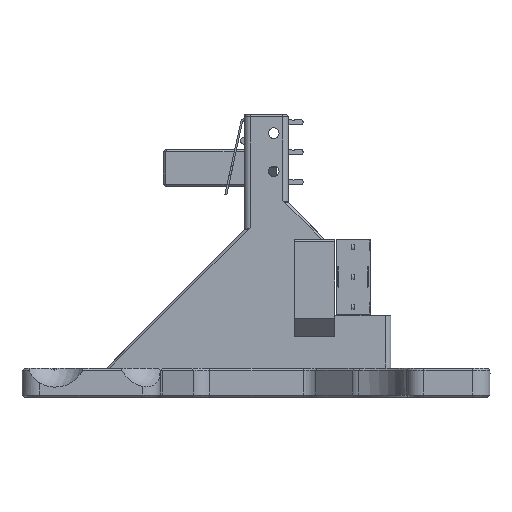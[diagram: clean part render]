
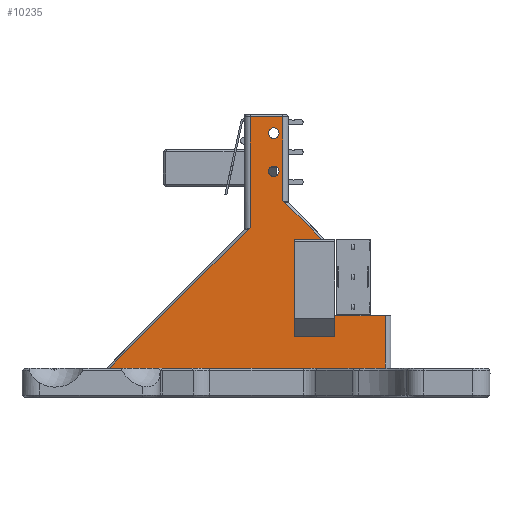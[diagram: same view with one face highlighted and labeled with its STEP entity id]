
A CAD part, front view. The second image highlights one B-rep face of the part: STEP entity #10235.
In plain terms, the highlighted planar face has unit normal (0, -1, 0).
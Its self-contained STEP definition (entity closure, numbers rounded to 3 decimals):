
#447=FACE_BOUND('',#1315,.T.);
#448=FACE_BOUND('',#1316,.T.);
#493=CIRCLE('',#10898,0.9);
#494=CIRCLE('',#10899,0.9);
#731=FACE_OUTER_BOUND('',#1314,.T.);
#1314=EDGE_LOOP('',(#6780,#6781,#6782,#6783,#6784,#6785,#6786,#6787,#6788,
#6789,#6790,#6791));
#1315=EDGE_LOOP('',(#6792));
#1316=EDGE_LOOP('',(#6793));
#1943=LINE('',#14465,#3096);
#1946=LINE('',#14478,#3099);
#1949=LINE('',#14484,#3102);
#1950=LINE('',#14486,#3103);
#1951=LINE('',#14488,#3104);
#1952=LINE('',#14490,#3105);
#1953=LINE('',#14492,#3106);
#1954=LINE('',#14494,#3107);
#1955=LINE('',#14496,#3108);
#1956=LINE('',#14498,#3109);
#1957=LINE('',#14499,#3110);
#1958=LINE('',#14500,#3111);
#3096=VECTOR('',#11707,10.);
#3099=VECTOR('',#11718,10.);
#3102=VECTOR('',#11723,10.);
#3103=VECTOR('',#11724,10.);
#3104=VECTOR('',#11725,10.);
#3105=VECTOR('',#11726,10.);
#3106=VECTOR('',#11727,10.);
#3107=VECTOR('',#11728,10.);
#3108=VECTOR('',#11729,10.);
#3109=VECTOR('',#11730,10.);
#3110=VECTOR('',#11731,10.);
#3111=VECTOR('',#11732,10.);
#4247=VERTEX_POINT('',#14462);
#4248=VERTEX_POINT('',#14464);
#4253=VERTEX_POINT('',#14475);
#4254=VERTEX_POINT('',#14477);
#4256=VERTEX_POINT('',#14483);
#4257=VERTEX_POINT('',#14485);
#4258=VERTEX_POINT('',#14487);
#4259=VERTEX_POINT('',#14489);
#4260=VERTEX_POINT('',#14491);
#4261=VERTEX_POINT('',#14493);
#4262=VERTEX_POINT('',#14495);
#4263=VERTEX_POINT('',#14497);
#4264=VERTEX_POINT('',#14501);
#4265=VERTEX_POINT('',#14503);
#5228=EDGE_CURVE('',#4248,#4247,#1943,.T.);
#5234=EDGE_CURVE('',#4253,#4254,#1946,.T.);
#5237=EDGE_CURVE('',#4256,#4253,#1949,.T.);
#5238=EDGE_CURVE('',#4257,#4256,#1950,.T.);
#5239=EDGE_CURVE('',#4258,#4257,#1951,.T.);
#5240=EDGE_CURVE('',#4259,#4258,#1952,.F.);
#5241=EDGE_CURVE('',#4259,#4260,#1953,.T.);
#5242=EDGE_CURVE('',#4261,#4260,#1954,.T.);
#5243=EDGE_CURVE('',#4262,#4261,#1955,.T.);
#5244=EDGE_CURVE('',#4262,#4263,#1956,.T.);
#5245=EDGE_CURVE('',#4263,#4248,#1957,.T.);
#5246=EDGE_CURVE('',#4247,#4254,#1958,.T.);
#5247=EDGE_CURVE('',#4264,#4264,#493,.F.);
#5248=EDGE_CURVE('',#4265,#4265,#494,.F.);
#6780=ORIENTED_EDGE('',*,*,#5234,.F.);
#6781=ORIENTED_EDGE('',*,*,#5237,.F.);
#6782=ORIENTED_EDGE('',*,*,#5238,.F.);
#6783=ORIENTED_EDGE('',*,*,#5239,.F.);
#6784=ORIENTED_EDGE('',*,*,#5240,.F.);
#6785=ORIENTED_EDGE('',*,*,#5241,.T.);
#6786=ORIENTED_EDGE('',*,*,#5242,.F.);
#6787=ORIENTED_EDGE('',*,*,#5243,.F.);
#6788=ORIENTED_EDGE('',*,*,#5244,.T.);
#6789=ORIENTED_EDGE('',*,*,#5245,.T.);
#6790=ORIENTED_EDGE('',*,*,#5228,.T.);
#6791=ORIENTED_EDGE('',*,*,#5246,.T.);
#6792=ORIENTED_EDGE('',*,*,#5247,.F.);
#6793=ORIENTED_EDGE('',*,*,#5248,.F.);
#9844=PLANE('',#10897);
#10235=ADVANCED_FACE('',(#731,#447,#448),#9844,.T.);
#10897=AXIS2_PLACEMENT_3D('',#14482,#11721,#11722);
#10898=AXIS2_PLACEMENT_3D('',#14502,#11733,#11734);
#10899=AXIS2_PLACEMENT_3D('',#14504,#11735,#11736);
#11707=DIRECTION('',(0.,0.,1.));
#11718=DIRECTION('',(0.707,0.,-0.707));
#11721=DIRECTION('center_axis',(0.,-1.,0.));
#11722=DIRECTION('ref_axis',(-1.,0.,0.));
#11723=DIRECTION('',(0.,0.,-1.));
#11724=DIRECTION('',(1.,0.,0.));
#11725=DIRECTION('',(0.,0.,1.));
#11726=DIRECTION('',(-0.707,0.,-0.707));
#11727=DIRECTION('',(1.,0.,0.));
#11728=DIRECTION('',(0.,0.,-1.));
#11729=DIRECTION('',(1.,0.,0.));
#11730=DIRECTION('',(0.,0.,-1.));
#11731=DIRECTION('',(-1.,0.,0.));
#11732=DIRECTION('',(1.,0.,0.));
#11733=DIRECTION('center_axis',(0.,1.,0.));
#11734=DIRECTION('ref_axis',(1.,0.,0.));
#11735=DIRECTION('center_axis',(0.,1.,0.));
#11736=DIRECTION('ref_axis',(1.,0.,0.));
#14462=CARTESIAN_POINT('',(344.429,-363.029,-213.335));
#14464=CARTESIAN_POINT('',(344.429,-363.029,-229.959));
#14465=CARTESIAN_POINT('',(344.429,-363.029,-213.825));
#14475=CARTESIAN_POINT('',(342.412,-363.029,-206.712));
#14477=CARTESIAN_POINT('',(349.036,-363.029,-213.335));
#14478=CARTESIAN_POINT('',(345.557,-363.029,-209.856));
#14482=CARTESIAN_POINT('Origin',(337.882,-363.029,-216.196));
#14483=CARTESIAN_POINT('',(342.412,-363.029,-192.546));
#14484=CARTESIAN_POINT('',(342.412,-363.029,-224.471));
#14485=CARTESIAN_POINT('',(336.896,-363.029,-192.546));
#14486=CARTESIAN_POINT('',(326.019,-363.029,-192.546));
#14487=CARTESIAN_POINT('',(336.896,-363.029,-211.312));
#14488=CARTESIAN_POINT('',(336.896,-363.029,-249.2));
#14489=CARTESIAN_POINT('',(312.961,-363.029,-235.246));
#14490=CARTESIAN_POINT('',(314.824,-363.029,-233.384));
#14491=CARTESIAN_POINT('',(359.836,-363.029,-235.246));
#14492=CARTESIAN_POINT('',(320.917,-363.029,-235.246));
#14493=CARTESIAN_POINT('',(359.836,-363.029,-226.335));
#14494=CARTESIAN_POINT('',(359.836,-363.029,-249.2));
#14495=CARTESIAN_POINT('',(351.295,-363.029,-226.335));
#14496=CARTESIAN_POINT('',(334.126,-363.029,-226.335));
#14497=CARTESIAN_POINT('',(351.295,-363.029,-229.959));
#14498=CARTESIAN_POINT('',(351.295,-363.029,-217.958));
#14499=CARTESIAN_POINT('',(344.439,-363.029,-229.959));
#14500=CARTESIAN_POINT('',(342.318,-363.029,-213.335));
#14501=CARTESIAN_POINT('',(339.995,-363.029,-201.796));
#14502=CARTESIAN_POINT('Origin',(340.895,-363.029,-201.796));
#14503=CARTESIAN_POINT('',(339.995,-363.029,-195.296));
#14504=CARTESIAN_POINT('Origin',(340.895,-363.029,-195.296));
